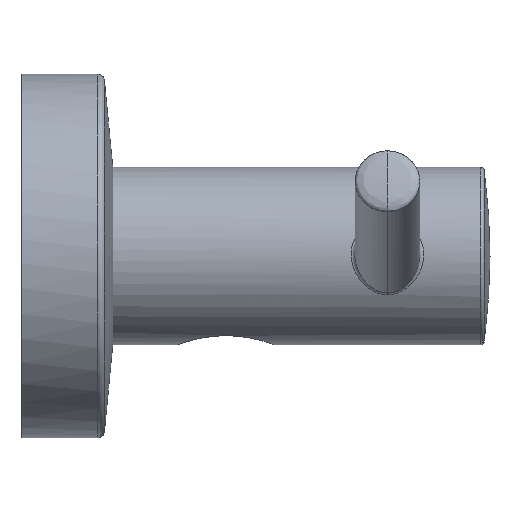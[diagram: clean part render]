
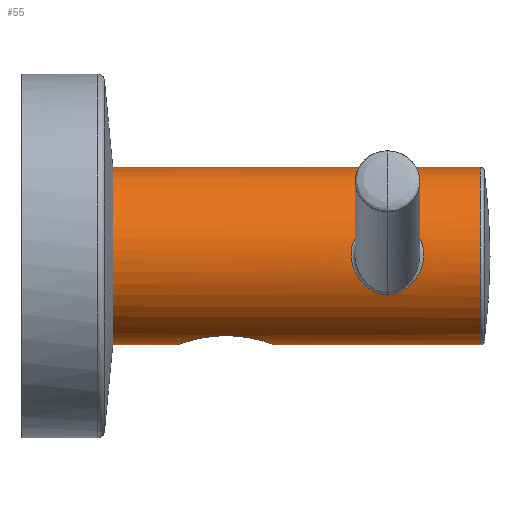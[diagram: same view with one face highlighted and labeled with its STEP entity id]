
A CAD part, left-side view. The second image highlights one B-rep face of the part: STEP entity #55.
In plain terms, the highlighted cylindrical face has radius 11 mm (diameter 22 mm), a partial arc.
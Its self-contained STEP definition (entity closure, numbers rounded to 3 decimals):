
#55=ADVANCED_FACE('',(#137,#110),#995,.T.);
#110=FACE_BOUND('',#216,.T.);
#137=FACE_OUTER_BOUND('',#215,.T.);
#215=EDGE_LOOP('',(#361,#362,#363,#364,#365,#366));
#216=EDGE_LOOP('',(#367,#368));
#361=ORIENTED_EDGE('',*,*,#616,.T.);
#362=ORIENTED_EDGE('',*,*,#615,.T.);
#363=ORIENTED_EDGE('',*,*,#614,.T.);
#364=ORIENTED_EDGE('',*,*,#613,.T.);
#365=ORIENTED_EDGE('',*,*,#612,.T.);
#366=ORIENTED_EDGE('',*,*,#611,.T.);
#367=ORIENTED_EDGE('',*,*,#712,.T.);
#368=ORIENTED_EDGE('',*,*,#705,.T.);
#611=EDGE_CURVE('',#892,#895,#724,.T.);
#612=EDGE_CURVE('',#891,#892,#826,.T.);
#613=EDGE_CURVE('',#897,#891,#725,.T.);
#614=EDGE_CURVE('',#898,#897,#827,.T.);
#615=EDGE_CURVE('',#896,#898,#726,.T.);
#616=EDGE_CURVE('',#895,#896,#727,.T.);
#705=EDGE_CURVE('',#899,#900,#783,.T.);
#712=EDGE_CURVE('',#900,#899,#787,.T.);
#724=B_SPLINE_CURVE_WITH_KNOTS('',1,(#3430,#3431),.UNSPECIFIED.,.F.,.F.,
(2,2),(-8.,0.),.UNSPECIFIED.);
#725=B_SPLINE_CURVE_WITH_KNOTS('',1,(#3437,#3438),.UNSPECIFIED.,.F.,.F.,
(2,2),(-45.5,0.),.UNSPECIFIED.);
#726=B_SPLINE_CURVE_WITH_KNOTS('',1,(#3444,#3445),.UNSPECIFIED.,.F.,.F.,
(2,2),(-25.5,0.),.UNSPECIFIED.);
#727=B_SPLINE_CURVE_WITH_KNOTS('',3,(#3446,#3447,#3448,#3449,#3450,#3451,
#3452,#3453,#3454,#3455,#3456,#3457,#3458,#3459,#3460,#3461,#3462,#3463,
#3464,#3465,#3466,#3467,#3468,#3469,#3470),.UNSPECIFIED.,.F.,.F.,(4,1,1,
1,1,1,1,1,1,1,1,1,1,1,1,1,1,1,1,1,1,1,4),(0.,0.788,1.575,
2.363,3.15,3.938,4.725,5.513,
6.3,7.088,7.876,8.663,9.451,
10.238,11.026,11.813,12.601,13.388,
14.176,14.963,15.751,16.539,17.326),
 .UNSPECIFIED.);
#783=B_SPLINE_CURVE_WITH_KNOTS('',3,(#4054,#4055,#4056,#4057,#4058,#4059,
#4060,#4061,#4062,#4063,#4064,#4065,#4066,#4067,#4068,#4069,#4070,#4071),
 .UNSPECIFIED.,.F.,.F.,(4,1,1,1,1,1,1,1,1,1,1,1,1,1,1,4),(0.,0.971,
1.942,2.912,3.883,4.854,5.825,
6.796,7.767,8.737,9.708,10.679,
11.65,12.621,13.592,14.562),
 .UNSPECIFIED.);
#787=B_SPLINE_CURVE_WITH_KNOTS('',3,(#4107,#4108,#4109,#4110,#4111,#4112,
#4113,#4114,#4115,#4116,#4117,#4118,#4119,#4120,#4121,#4122,#4123,#4124),
 .UNSPECIFIED.,.F.,.F.,(4,1,1,1,1,1,1,1,1,1,1,1,1,1,1,4),(0.,0.971,
1.942,2.912,3.883,4.854,5.825,
6.796,7.767,8.737,9.708,10.679,
11.65,12.621,13.592,14.562),
 .UNSPECIFIED.);
#826=(
BOUNDED_CURVE()
B_SPLINE_CURVE(2,(#3432,#3433,#3434,#3435,#3436),.UNSPECIFIED.,.F.,.F.)
B_SPLINE_CURVE_WITH_KNOTS((3,2,3),(-34.558,-17.279,
0.),.UNSPECIFIED.)
CURVE()
GEOMETRIC_REPRESENTATION_ITEM()
RATIONAL_B_SPLINE_CURVE((1.,0.707,1.,0.707,1.))
REPRESENTATION_ITEM('')
);
#827=(
BOUNDED_CURVE()
B_SPLINE_CURVE(2,(#3439,#3440,#3441,#3442,#3443),.UNSPECIFIED.,.F.,.F.)
B_SPLINE_CURVE_WITH_KNOTS((3,2,3),(-34.558,-17.279,
0.),.UNSPECIFIED.)
CURVE()
GEOMETRIC_REPRESENTATION_ITEM()
RATIONAL_B_SPLINE_CURVE((1.,0.707,1.,0.707,1.))
REPRESENTATION_ITEM('')
);
#891=VERTEX_POINT('',#3371);
#892=VERTEX_POINT('',#3372);
#895=VERTEX_POINT('',#3375);
#896=VERTEX_POINT('',#3376);
#897=VERTEX_POINT('',#3377);
#898=VERTEX_POINT('',#3378);
#899=VERTEX_POINT('',#3379);
#900=VERTEX_POINT('',#3380);
#995=CYLINDRICAL_SURFACE('',#1121,11.);
#1121=AXIS2_PLACEMENT_3D('',#2020,#1172,$);
#1172=DIRECTION('',(0.,1.,0.));
#2020=CARTESIAN_POINT('',(0.,22.75,0.));
#3371=CARTESIAN_POINT('',(11.,0.,0.));
#3372=CARTESIAN_POINT('',(-11.,0.,0.));
#3375=CARTESIAN_POINT('',(-11.,8.,0.));
#3376=CARTESIAN_POINT('',(-11.,20.,0.));
#3377=CARTESIAN_POINT('',(11.,45.5,0.));
#3378=CARTESIAN_POINT('',(-11.,45.5,0.));
#3379=CARTESIAN_POINT('',(-4.809,34.,-9.893));
#3380=CARTESIAN_POINT('',(4.418,34.,-10.074));
#3430=CARTESIAN_POINT('',(-11.,0.,0.));
#3431=CARTESIAN_POINT('',(-11.,8.,0.));
#3432=CARTESIAN_POINT('',(11.,0.,0.));
#3433=CARTESIAN_POINT('',(11.,0.,-11.));
#3434=CARTESIAN_POINT('',(0.,0.,-11.));
#3435=CARTESIAN_POINT('',(-11.,0.,-11.));
#3436=CARTESIAN_POINT('',(-11.,0.,0.));
#3437=CARTESIAN_POINT('',(11.,45.5,0.));
#3438=CARTESIAN_POINT('',(11.,0.,0.));
#3439=CARTESIAN_POINT('',(-11.,45.5,0.));
#3440=CARTESIAN_POINT('',(-11.,45.5,-11.));
#3441=CARTESIAN_POINT('',(0.,45.5,-11.));
#3442=CARTESIAN_POINT('',(11.,45.5,-11.));
#3443=CARTESIAN_POINT('',(11.,45.5,0.));
#3444=CARTESIAN_POINT('',(-11.,20.,0.));
#3445=CARTESIAN_POINT('',(-11.,45.5,0.));
#3446=CARTESIAN_POINT('',(-11.,8.,0.));
#3447=CARTESIAN_POINT('',(-11.,8.,-0.203));
#3448=CARTESIAN_POINT('',(-10.989,8.031,-0.605));
#3449=CARTESIAN_POINT('',(-10.939,8.174,-1.208));
#3450=CARTESIAN_POINT('',(-10.861,8.404,-1.774));
#3451=CARTESIAN_POINT('',(-10.763,8.699,-2.287));
#3452=CARTESIAN_POINT('',(-10.653,9.051,-2.754));
#3453=CARTESIAN_POINT('',(-10.525,9.487,-3.209));
#3454=CARTESIAN_POINT('',(-10.377,10.035,-3.659));
#3455=CARTESIAN_POINT('',(-10.211,10.745,-4.1));
#3456=CARTESIAN_POINT('',(-10.049,11.603,-4.478));
#3457=CARTESIAN_POINT('',(-9.927,12.544,-4.741));
#3458=CARTESIAN_POINT('',(-9.861,13.547,-4.875));
#3459=CARTESIAN_POINT('',(-9.865,14.575,-4.867));
#3460=CARTESIAN_POINT('',(-9.941,15.607,-4.711));
#3461=CARTESIAN_POINT('',(-10.08,16.587,-4.41));
#3462=CARTESIAN_POINT('',(-10.257,17.47,-3.984));
#3463=CARTESIAN_POINT('',(-10.428,18.161,-3.513));
#3464=CARTESIAN_POINT('',(-10.577,18.693,-3.036));
#3465=CARTESIAN_POINT('',(-10.706,19.121,-2.543));
#3466=CARTESIAN_POINT('',(-10.824,19.488,-1.989));
#3467=CARTESIAN_POINT('',(-10.922,19.778,-1.361));
#3468=CARTESIAN_POINT('',(-10.986,19.96,-0.682));
#3469=CARTESIAN_POINT('',(-11.,20.,-0.229));
#3470=CARTESIAN_POINT('',(-11.,20.,0.));
#4054=CARTESIAN_POINT('',(-4.809,34.,-9.893));
#4055=CARTESIAN_POINT('',(-4.809,33.756,-9.893));
#4056=CARTESIAN_POINT('',(-4.761,33.259,-9.917));
#4057=CARTESIAN_POINT('',(-4.52,32.485,-10.031));
#4058=CARTESIAN_POINT('',(-4.076,31.69,-10.222));
#4059=CARTESIAN_POINT('',(-3.403,30.911,-10.472));
#4060=CARTESIAN_POINT('',(-2.483,30.218,-10.732));
#4061=CARTESIAN_POINT('',(-1.474,29.75,-10.917));
#4062=CARTESIAN_POINT('',(-0.474,29.511,-11.004));
#4063=CARTESIAN_POINT('',(0.482,29.478,-11.003));
#4064=CARTESIAN_POINT('',(1.38,29.634,-10.925));
#4065=CARTESIAN_POINT('',(2.205,29.969,-10.787));
#4066=CARTESIAN_POINT('',(2.947,30.486,-10.606));
#4067=CARTESIAN_POINT('',(3.574,31.179,-10.409));
#4068=CARTESIAN_POINT('',(4.055,32.029,-10.228));
#4069=CARTESIAN_POINT('',(4.352,32.997,-10.103));
#4070=CARTESIAN_POINT('',(4.418,33.659,-10.074));
#4071=CARTESIAN_POINT('',(4.418,34.,-10.074));
#4107=CARTESIAN_POINT('',(4.418,34.,-10.074));
#4108=CARTESIAN_POINT('',(4.418,34.34,-10.074));
#4109=CARTESIAN_POINT('',(4.352,35.002,-10.103));
#4110=CARTESIAN_POINT('',(4.055,35.97,-10.228));
#4111=CARTESIAN_POINT('',(3.575,36.82,-10.408));
#4112=CARTESIAN_POINT('',(2.948,37.513,-10.606));
#4113=CARTESIAN_POINT('',(2.206,38.03,-10.786));
#4114=CARTESIAN_POINT('',(1.382,38.365,-10.924));
#4115=CARTESIAN_POINT('',(0.485,38.521,-11.002));
#4116=CARTESIAN_POINT('',(-0.471,38.489,-11.005));
#4117=CARTESIAN_POINT('',(-1.471,38.251,-10.917));
#4118=CARTESIAN_POINT('',(-2.479,37.785,-10.733));
#4119=CARTESIAN_POINT('',(-3.401,37.092,-10.473));
#4120=CARTESIAN_POINT('',(-4.075,36.312,-10.223));
#4121=CARTESIAN_POINT('',(-4.52,35.515,-10.031));
#4122=CARTESIAN_POINT('',(-4.761,34.74,-9.917));
#4123=CARTESIAN_POINT('',(-4.809,34.244,-9.893));
#4124=CARTESIAN_POINT('',(-4.809,34.,-9.893));
